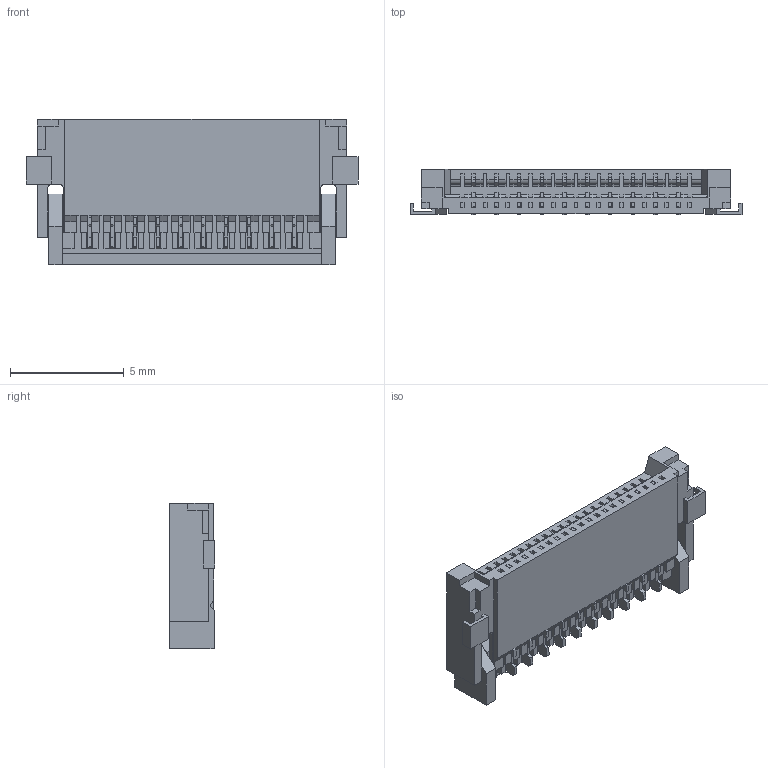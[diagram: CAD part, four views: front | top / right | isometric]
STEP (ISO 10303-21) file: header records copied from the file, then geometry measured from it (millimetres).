
FILE_DESCRIPTION (( 'STEP AP203' ), '1' );
FILE_NAME ('XF3M_1__1015_1B.STEP', '2013-09-12T02:57:45', ( 'オムロン' ), ( '' ), 'SwSTEP 2.0', 'SolidWorks 2012', '' );
FILE_SCHEMA (( 'CONFIG_CONTROL_DESIGN' ));
Length unit declared in the file: millimetre
Products named in the file (1): XF3M_1__1015_1B
Bounding box: 14.6 x 2 x 6.4 mm (x, y, z)
Volume: 105.7 mm3; surface area: 483.2 mm2
Topology: 1 solids, 1 shells, 1027 faces, 2867 edges, 1868 vertices
Faces by surface type: plane 991, cylinder 36
Entity records: 32274 total; most frequent: CARTESIAN_POINT 5763, ORIENTED_EDGE 5734, DIRECTION 4995, EDGE_CURVE 2867, VECTOR 2795, LINE 2795, VERTEX_POINT 1868, AXIS2_PLACEMENT_3D 1100
